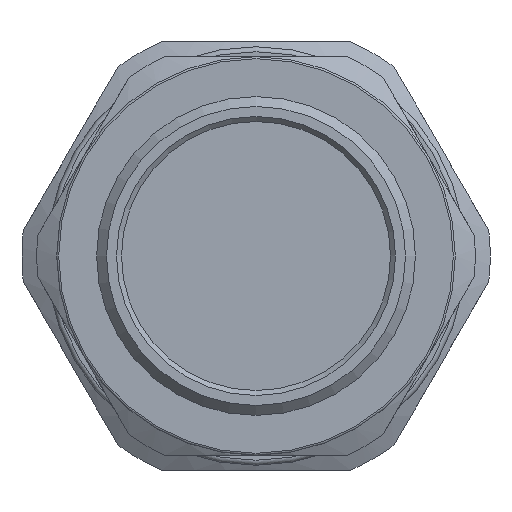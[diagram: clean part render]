
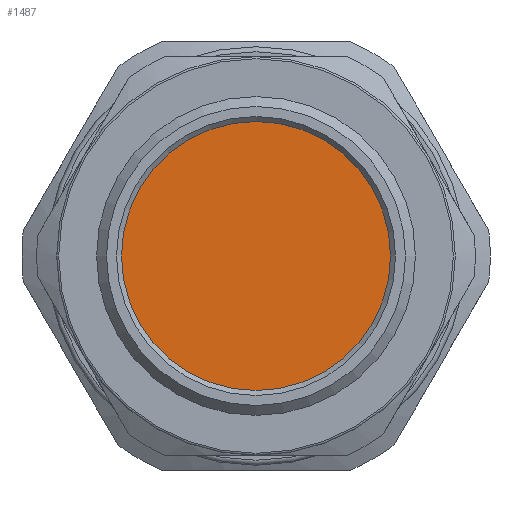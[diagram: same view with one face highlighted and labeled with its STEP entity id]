
A CAD part, front view. The second image highlights one B-rep face of the part: STEP entity #1487.
In plain terms, the highlighted planar face has unit normal (0, -1, 0).
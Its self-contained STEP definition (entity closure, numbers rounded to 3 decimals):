
#356=FACE_OUTER_BOUND('',#452,.T.);
#452=EDGE_LOOP('',(#1016));
#557=CIRCLE('',#1607,13.5);
#659=VERTEX_POINT('',#2251);
#795=EDGE_CURVE('',#659,#659,#557,.T.);
#1016=ORIENTED_EDGE('',*,*,#795,.T.);
#1458=PLANE('',#1606);
#1487=ADVANCED_FACE('',(#356),#1458,.F.);
#1606=AXIS2_PLACEMENT_3D('',#2250,#1804,#1805);
#1607=AXIS2_PLACEMENT_3D('',#2252,#1806,#1807);
#1804=DIRECTION('center_axis',(0.,1.,0.));
#1805=DIRECTION('ref_axis',(0.,0.,1.));
#1806=DIRECTION('center_axis',(0.,-1.,0.));
#1807=DIRECTION('ref_axis',(-1.,0.,0.));
#2250=CARTESIAN_POINT('Origin',(9.496,11.003,0.));
#2251=CARTESIAN_POINT('',(22.996,11.003,0.));
#2252=CARTESIAN_POINT('Origin',(9.496,11.003,0.));
